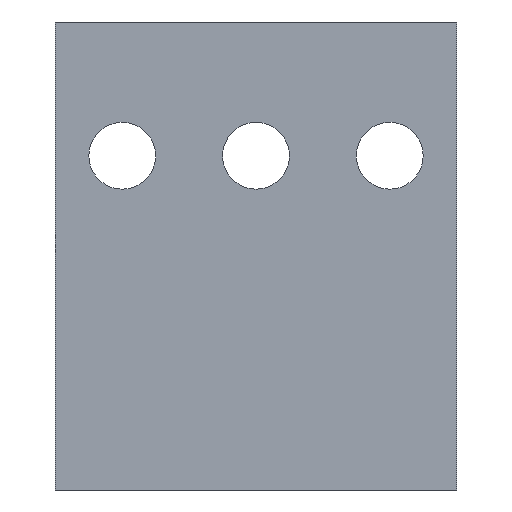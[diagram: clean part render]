
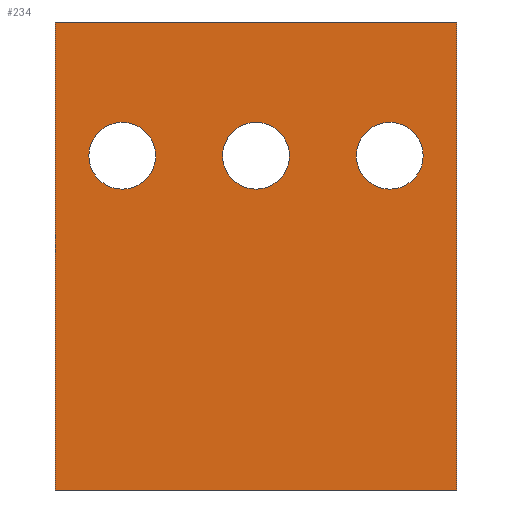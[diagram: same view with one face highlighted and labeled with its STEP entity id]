
A CAD part, left-side view. The second image highlights one B-rep face of the part: STEP entity #234.
In plain terms, the highlighted planar face has unit normal (-1, 0, 0).
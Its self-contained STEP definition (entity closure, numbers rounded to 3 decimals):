
#18=FACE_BOUND('',#52,.T.);
#19=FACE_BOUND('',#53,.T.);
#20=FACE_BOUND('',#54,.T.);
#25=PLANE('',#266);
#36=FACE_OUTER_BOUND('',#51,.T.);
#51=EDGE_LOOP('',(#188,#189,#190,#191));
#52=EDGE_LOOP('',(#192));
#53=EDGE_LOOP('',(#193));
#54=EDGE_LOOP('',(#194));
#69=LINE('',#366,#91);
#73=LINE('',#375,#95);
#74=LINE('',#377,#96);
#75=LINE('',#378,#97);
#91=VECTOR('',#303,10.);
#95=VECTOR('',#311,10.);
#96=VECTOR('',#312,10.);
#97=VECTOR('',#313,10.);
#108=CIRCLE('',#257,2.5);
#110=CIRCLE('',#260,2.5);
#112=CIRCLE('',#263,2.5);
#116=VERTEX_POINT('',#343);
#118=VERTEX_POINT('',#349);
#120=VERTEX_POINT('',#355);
#121=VERTEX_POINT('',#359);
#124=VERTEX_POINT('',#364);
#127=VERTEX_POINT('',#374);
#128=VERTEX_POINT('',#376);
#137=EDGE_CURVE('',#116,#116,#108,.T.);
#140=EDGE_CURVE('',#118,#118,#110,.T.);
#143=EDGE_CURVE('',#120,#120,#112,.T.);
#147=EDGE_CURVE('',#124,#121,#69,.T.);
#151=EDGE_CURVE('',#127,#124,#73,.T.);
#152=EDGE_CURVE('',#128,#127,#74,.T.);
#153=EDGE_CURVE('',#121,#128,#75,.T.);
#188=ORIENTED_EDGE('',*,*,#151,.F.);
#189=ORIENTED_EDGE('',*,*,#152,.F.);
#190=ORIENTED_EDGE('',*,*,#153,.F.);
#191=ORIENTED_EDGE('',*,*,#147,.F.);
#192=ORIENTED_EDGE('',*,*,#137,.T.);
#193=ORIENTED_EDGE('',*,*,#140,.T.);
#194=ORIENTED_EDGE('',*,*,#143,.T.);
#234=ADVANCED_FACE('',(#36,#18,#19,#20),#25,.F.);
#257=AXIS2_PLACEMENT_3D('',#345,#282,#283);
#260=AXIS2_PLACEMENT_3D('',#351,#289,#290);
#263=AXIS2_PLACEMENT_3D('',#357,#296,#297);
#266=AXIS2_PLACEMENT_3D('',#373,#309,#310);
#282=DIRECTION('center_axis',(1.,0.,0.));
#283=DIRECTION('ref_axis',(0.,1.,0.));
#289=DIRECTION('center_axis',(1.,0.,0.));
#290=DIRECTION('ref_axis',(0.,1.,0.));
#296=DIRECTION('center_axis',(1.,0.,0.));
#297=DIRECTION('ref_axis',(0.,1.,0.));
#303=DIRECTION('',(0.,-1.,0.));
#309=DIRECTION('center_axis',(1.,0.,0.));
#310=DIRECTION('ref_axis',(0.,0.,-1.));
#311=DIRECTION('',(0.,0.,1.));
#312=DIRECTION('',(0.,1.,0.));
#313=DIRECTION('',(0.,0.,-1.));
#343=CARTESIAN_POINT('',(-30.5,-2.5,25.));
#345=CARTESIAN_POINT('Origin',(-30.5,0.,25.));
#349=CARTESIAN_POINT('',(-30.5,-12.5,25.));
#351=CARTESIAN_POINT('Origin',(-30.5,-10.,25.));
#355=CARTESIAN_POINT('',(-30.5,7.5,25.));
#357=CARTESIAN_POINT('Origin',(-30.5,10.,25.));
#359=CARTESIAN_POINT('',(-30.5,-15.,35.));
#364=CARTESIAN_POINT('',(-30.5,15.,35.));
#366=CARTESIAN_POINT('',(-30.5,-15.,35.));
#373=CARTESIAN_POINT('Origin',(-30.5,0.,7.5));
#374=CARTESIAN_POINT('',(-30.5,15.,0.));
#375=CARTESIAN_POINT('',(-30.5,15.,3.75));
#376=CARTESIAN_POINT('',(-30.5,-15.,0.));
#377=CARTESIAN_POINT('',(-30.5,0.,0.));
#378=CARTESIAN_POINT('',(-30.5,-15.,3.75));
